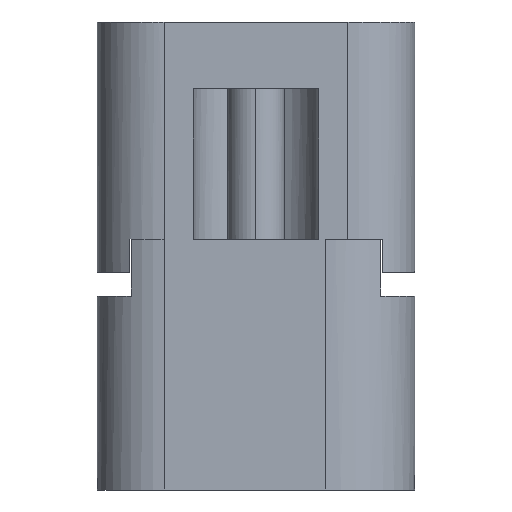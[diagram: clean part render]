
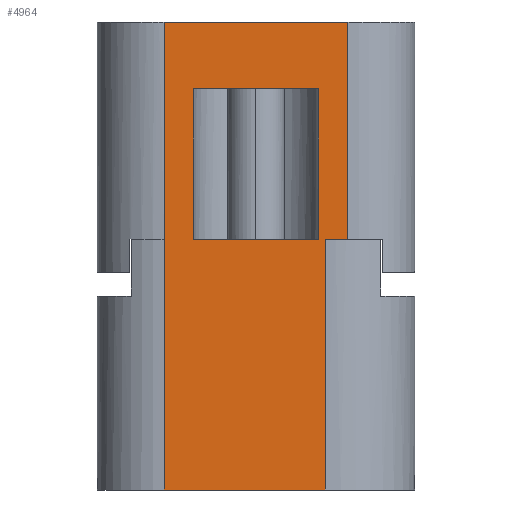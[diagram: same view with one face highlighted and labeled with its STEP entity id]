
A CAD part, left-side view. The second image highlights one B-rep face of the part: STEP entity #4964.
In plain terms, the highlighted planar face has unit normal (-1, 0, 0).
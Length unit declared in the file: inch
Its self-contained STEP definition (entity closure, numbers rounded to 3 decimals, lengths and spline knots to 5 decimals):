
#4264 = VERTEX_POINT ( 'NONE', #19049 ) ;
#4297 = EDGE_CURVE ( 'NONE', #4356, #4264, #19106, .T. ) ;
#4304 = VERTEX_POINT ( 'NONE', #19172 ) ;
#4307 = EDGE_CURVE ( 'NONE', #4318, #4304, #19170, .T. ) ;
#4318 = VERTEX_POINT ( 'NONE', #19154 ) ;
#4320 = EDGE_CURVE ( 'NONE', #4318, #4321, #19156, .T. ) ;
#4321 = VERTEX_POINT ( 'NONE', #19196 ) ;
#4342 = VERTEX_POINT ( 'NONE', #19221 ) ;
#4353 = VERTEX_POINT ( 'NONE', #19205 ) ;
#4355 = EDGE_CURVE ( 'NONE', #4367, #4353, #19204, .T. ) ;
#4356 = VERTEX_POINT ( 'NONE', #19266 ) ;
#4367 = VERTEX_POINT ( 'NONE', #19298 ) ;
#4369 = EDGE_CURVE ( 'NONE', #4370, #4367, #19297, .T. ) ;
#4370 = VERTEX_POINT ( 'NONE', #19293 ) ;
#4400 = EDGE_CURVE ( 'NONE', #4353, #4342, #19361, .T. ) ;
#4536 = EDGE_CURVE ( 'NONE', #4304, #4356, #19468, .T. ) ;
#4882 = EDGE_CURVE ( 'NONE', #4342, #4370, #19772, .T. ) ;
#4897 = VERTEX_POINT ( 'NONE', #19820 ) ;
#4947 = ORIENTED_EDGE ( 'NONE', *, *, #4948, .F. ) ;
#4948 = EDGE_CURVE ( 'NONE', #4949, #4264, #19907, .T. ) ;
#4949 = VERTEX_POINT ( 'NONE', #19906 ) ;
#4950 = ORIENTED_EDGE ( 'NONE', *, *, #4951, .F. ) ;
#4951 = EDGE_CURVE ( 'NONE', #4952, #4949, #19908, .T. ) ;
#4952 = VERTEX_POINT ( 'NONE', #19898 ) ;
#4953 = ORIENTED_EDGE ( 'NONE', *, *, #4954, .F. ) ;
#4954 = EDGE_CURVE ( 'NONE', #4897, #4952, #19957, .T. ) ;
#4955 = ORIENTED_EDGE ( 'NONE', *, *, #4963, .T. ) ;
#4956 = ORIENTED_EDGE ( 'NONE', *, *, #4320, .F. ) ;
#4957 = ORIENTED_EDGE ( 'NONE', *, *, #4307, .T. ) ;
#4958 = ORIENTED_EDGE ( 'NONE', *, *, #4536, .T. ) ;
#4963 = EDGE_CURVE ( 'NONE', #4897, #4321, #19951, .T. ) ;
#4964 = ADVANCED_FACE ( 'NONE', ( #19943, #19942 ), #19941, .T. ) ;
#4965 = EDGE_LOOP ( 'NONE', ( #4966, #4967, #4968, #4969 ) ) ;
#4966 = ORIENTED_EDGE ( 'NONE', *, *, #4400, .T. ) ;
#4967 = ORIENTED_EDGE ( 'NONE', *, *, #4882, .T. ) ;
#4968 = ORIENTED_EDGE ( 'NONE', *, *, #4369, .T. ) ;
#4969 = ORIENTED_EDGE ( 'NONE', *, *, #4355, .T. ) ;
#4970 = EDGE_LOOP ( 'NONE', ( #4971, #4947, #4950, #4953, #4955, #4956, #4957, #4958 ) ) ;
#4971 = ORIENTED_EDGE ( 'NONE', *, *, #4297, .T. ) ;
#19049 = CARTESIAN_POINT ( 'NONE',  ( -0.578, 0.1375, 0.375 ) ) ;
#19101 = DIRECTION ( 'NONE',  ( 0., 0., -1. ) ) ;
#19102 = VECTOR ( 'NONE', #19101, 39.37008 ) ;
#19103 = CARTESIAN_POINT ( 'NONE',  ( -0.578, 0.1375, 0.7 ) ) ;
#19106 = LINE ( 'NONE', #19103, #19102 ) ;
#19154 = CARTESIAN_POINT ( 'NONE',  ( -0.578, -0.1375, 0.375 ) ) ;
#19156 = LINE ( 'NONE', #19199, #19198 ) ;
#19167 = DIRECTION ( 'NONE',  ( 0., 0., 1. ) ) ;
#19168 = VECTOR ( 'NONE', #19167, 39.37008 ) ;
#19169 = CARTESIAN_POINT ( 'NONE',  ( -0.578, -0.1375, 0.7 ) ) ;
#19170 = LINE ( 'NONE', #19169, #19168 ) ;
#19172 = CARTESIAN_POINT ( 'NONE',  ( -0.578, -0.1375, 0.7 ) ) ;
#19196 = CARTESIAN_POINT ( 'NONE',  ( -0.578, -0.10354, 0.375 ) ) ;
#19197 = DIRECTION ( 'NONE',  ( 0., 1., 0. ) ) ;
#19198 = VECTOR ( 'NONE', #19197, 39.37008 ) ;
#19199 = CARTESIAN_POINT ( 'NONE',  ( -0.578, -0.18875, 0.375 ) ) ;
#19203 = CARTESIAN_POINT ( 'NONE',  ( -0.578, 0., 0.6 ) ) ;
#19204 = LINE ( 'NONE', #19203, #19268 ) ;
#19205 = CARTESIAN_POINT ( 'NONE',  ( -0.578, -0.094, 0.6 ) ) ;
#19221 = CARTESIAN_POINT ( 'NONE',  ( -0.578, -0.094, 0.375 ) ) ;
#19266 = CARTESIAN_POINT ( 'NONE',  ( -0.578, 0.1375, 0.7 ) ) ;
#19267 = DIRECTION ( 'NONE',  ( 0., -1., 0. ) ) ;
#19268 = VECTOR ( 'NONE', #19267, 39.37008 ) ;
#19293 = CARTESIAN_POINT ( 'NONE',  ( -0.578, 0.094, 0.375 ) ) ;
#19294 = DIRECTION ( 'NONE',  ( 0., 0., 1. ) ) ;
#19295 = VECTOR ( 'NONE', #19294, 39.37008 ) ;
#19296 = CARTESIAN_POINT ( 'NONE',  ( -0.578, 0.094, 0.7 ) ) ;
#19297 = LINE ( 'NONE', #19296, #19295 ) ;
#19298 = CARTESIAN_POINT ( 'NONE',  ( -0.578, 0.094, 0.6 ) ) ;
#19358 = DIRECTION ( 'NONE',  ( 0., 0., -1. ) ) ;
#19359 = VECTOR ( 'NONE', #19358, 39.37008 ) ;
#19360 = CARTESIAN_POINT ( 'NONE',  ( -0.578, -0.094, 0.7 ) ) ;
#19361 = LINE ( 'NONE', #19360, #19359 ) ;
#19465 = DIRECTION ( 'NONE',  ( 0., 1., 0. ) ) ;
#19466 = VECTOR ( 'NONE', #19465, 39.37008 ) ;
#19467 = CARTESIAN_POINT ( 'NONE',  ( -0.578, 0., 0.7 ) ) ;
#19468 = LINE ( 'NONE', #19467, #19466 ) ;
#19769 = DIRECTION ( 'NONE',  ( 0., 1., 0. ) ) ;
#19770 = VECTOR ( 'NONE', #19769, 39.37008 ) ;
#19771 = CARTESIAN_POINT ( 'NONE',  ( -0.578, 0., 0.375 ) ) ;
#19772 = LINE ( 'NONE', #19771, #19770 ) ;
#19820 = CARTESIAN_POINT ( 'NONE',  ( -0.578, -0.10354, 0. ) ) ;
#19898 = CARTESIAN_POINT ( 'NONE',  ( -0.578, 0.13696, 0. ) ) ;
#19899 = DIRECTION ( 'NONE',  ( 0., 0., 1. ) ) ;
#19900 = VECTOR ( 'NONE', #19899, 39.37008 ) ;
#19901 = CARTESIAN_POINT ( 'NONE',  ( -0.578, 0.13696, 0.1875 ) ) ;
#19902 = CARTESIAN_POINT ( 'NONE',  ( -0.578, 0.1375, 0.375 ) ) ;
#19903 = CARTESIAN_POINT ( 'NONE',  ( -0.578, 0.13732, 0.375 ) ) ;
#19904 = CARTESIAN_POINT ( 'NONE',  ( -0.578, 0.13714, 0.375 ) ) ;
#19905 = CARTESIAN_POINT ( 'NONE',  ( -0.578, 0.13696, 0.375 ) ) ;
#19906 = CARTESIAN_POINT ( 'NONE',  ( -0.578, 0.13696, 0.375 ) ) ;
#19907 = B_SPLINE_CURVE_WITH_KNOTS ( 'NONE', 3,
 ( #19905, #19904, #19903, #19902 ),
 .UNSPECIFIED., .F., .F.,
 ( 4, 4 ),
 ( 0., 1. ),
 .UNSPECIFIED. ) ;
#19908 = LINE ( 'NONE', #19901, #19900 ) ;
#19937 = DIRECTION ( 'NONE',  ( 0., 1., 0. ) ) ;
#19938 = DIRECTION ( 'NONE',  ( -1., 0., 0. ) ) ;
#19939 = CARTESIAN_POINT ( 'NONE',  ( -0.578, -0.1375, 0.7 ) ) ;
#19940 = AXIS2_PLACEMENT_3D ( 'NONE', #19939, #19938, #19937 ) ;
#19941 = PLANE ( 'NONE',  #19940 ) ;
#19942 = FACE_OUTER_BOUND ( 'NONE', #4970, .T. ) ;
#19943 = FACE_BOUND ( 'NONE', #4965, .T. ) ;
#19944 = DIRECTION ( 'NONE',  ( 0., 0., 1. ) ) ;
#19945 = VECTOR ( 'NONE', #19944, 39.37008 ) ;
#19946 = CARTESIAN_POINT ( 'NONE',  ( -0.578, -0.10354, 0.7 ) ) ;
#19951 = LINE ( 'NONE', #19946, #19945 ) ;
#19954 = DIRECTION ( 'NONE',  ( 0., 1., 0. ) ) ;
#19955 = VECTOR ( 'NONE', #19954, 39.37008 ) ;
#19956 = CARTESIAN_POINT ( 'NONE',  ( -0.578, -0.2375, 0. ) ) ;
#19957 = LINE ( 'NONE', #19956, #19955 ) ;
